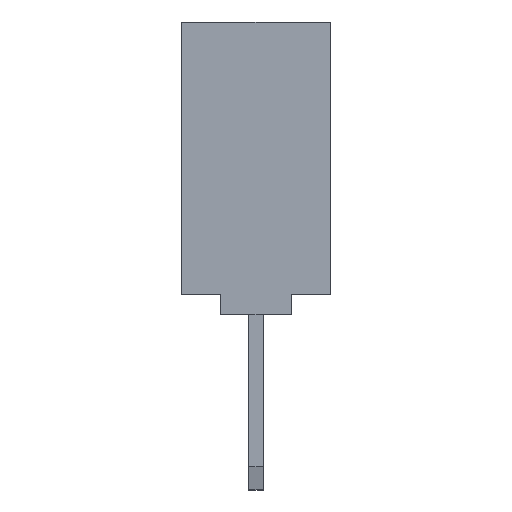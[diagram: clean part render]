
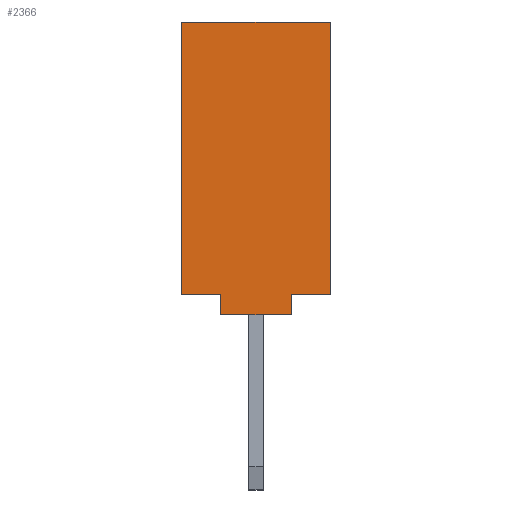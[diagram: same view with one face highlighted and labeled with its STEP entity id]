
A CAD part, front view. The second image highlights one B-rep face of the part: STEP entity #2366.
In plain terms, the highlighted planar face has unit normal (0, -1, 0).
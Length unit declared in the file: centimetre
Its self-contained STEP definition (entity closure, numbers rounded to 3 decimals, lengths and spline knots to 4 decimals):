
#128=FACE_OUTER_BOUND('',#274,.T.);
#274=EDGE_LOOP('',(#1936,#1937,#1938,#1939,#1940,#1941,#1942,#1943));
#479=LINE('',#3479,#801);
#544=LINE('',#3610,#866);
#574=LINE('',#3669,#896);
#576=LINE('',#3674,#898);
#577=LINE('',#3675,#899);
#578=LINE('',#3677,#900);
#579=LINE('',#3679,#901);
#580=LINE('',#3680,#902);
#801=VECTOR('',#2821,0.1);
#866=VECTOR('',#2932,0.1);
#896=VECTOR('',#2992,0.1);
#898=VECTOR('',#2998,0.1);
#899=VECTOR('',#2999,0.1);
#900=VECTOR('',#3000,0.1);
#901=VECTOR('',#3001,0.1);
#902=VECTOR('',#3002,0.1);
#1079=VERTEX_POINT('',#3473);
#1081=VERTEX_POINT('',#3477);
#1123=VERTEX_POINT('',#3607);
#1124=VERTEX_POINT('',#3609);
#1138=VERTEX_POINT('',#3667);
#1139=VERTEX_POINT('',#3673);
#1140=VERTEX_POINT('',#3676);
#1141=VERTEX_POINT('',#3678);
#1323=EDGE_CURVE('',#1079,#1081,#479,.T.);
#1388=EDGE_CURVE('',#1124,#1123,#544,.T.);
#1418=EDGE_CURVE('',#1081,#1138,#574,.T.);
#1420=EDGE_CURVE('',#1139,#1138,#576,.T.);
#1421=EDGE_CURVE('',#1124,#1139,#577,.T.);
#1422=EDGE_CURVE('',#1140,#1123,#578,.T.);
#1423=EDGE_CURVE('',#1141,#1140,#579,.T.);
#1424=EDGE_CURVE('',#1141,#1079,#580,.T.);
#1936=ORIENTED_EDGE('',*,*,#1420,.F.);
#1937=ORIENTED_EDGE('',*,*,#1421,.F.);
#1938=ORIENTED_EDGE('',*,*,#1388,.T.);
#1939=ORIENTED_EDGE('',*,*,#1422,.F.);
#1940=ORIENTED_EDGE('',*,*,#1423,.F.);
#1941=ORIENTED_EDGE('',*,*,#1424,.T.);
#1942=ORIENTED_EDGE('',*,*,#1323,.T.);
#1943=ORIENTED_EDGE('',*,*,#1418,.T.);
#2228=PLANE('',#2506);
#2366=ADVANCED_FACE('',(#128),#2228,.T.);
#2506=AXIS2_PLACEMENT_3D('',#3672,#2996,#2997);
#2821=DIRECTION('',(1.,0.,0.));
#2932=DIRECTION('',(1.,0.,0.));
#2992=DIRECTION('',(0.,0.,1.));
#2996=DIRECTION('center_axis',(0.,-1.,0.));
#2997=DIRECTION('ref_axis',(1.,0.,0.));
#2998=DIRECTION('',(1.,0.,0.));
#2999=DIRECTION('',(0.,0.,1.));
#3000=DIRECTION('',(0.,0.,1.));
#3001=DIRECTION('',(-1.,0.,0.));
#3002=DIRECTION('',(0.,0.,1.));
#3473=CARTESIAN_POINT('',(0.0593,-0.9142,0.035));
#3477=CARTESIAN_POINT('',(0.1263,-0.9142,0.035));
#3479=CARTESIAN_POINT('',(-0.1277,-0.9142,0.035));
#3607=CARTESIAN_POINT('',(-0.0607,-0.9142,0.035));
#3609=CARTESIAN_POINT('',(-0.1277,-0.9142,0.035));
#3610=CARTESIAN_POINT('',(-0.1277,-0.9142,0.035));
#3667=CARTESIAN_POINT('',(0.1263,-0.9142,0.5));
#3669=CARTESIAN_POINT('',(0.1263,-0.9142,0.035));
#3672=CARTESIAN_POINT('Origin',(-0.1277,-0.9142,0.035));
#3673=CARTESIAN_POINT('',(-0.1277,-0.9142,0.5));
#3674=CARTESIAN_POINT('',(-0.1277,-0.9142,0.5));
#3675=CARTESIAN_POINT('',(-0.1277,-0.9142,0.035));
#3676=CARTESIAN_POINT('',(-0.0607,-0.9142,0.));
#3677=CARTESIAN_POINT('',(-0.0607,-0.9142,0.));
#3678=CARTESIAN_POINT('',(0.0593,-0.9142,0.));
#3679=CARTESIAN_POINT('',(-0.0607,-0.9142,0.));
#3680=CARTESIAN_POINT('',(0.0593,-0.9142,0.));
